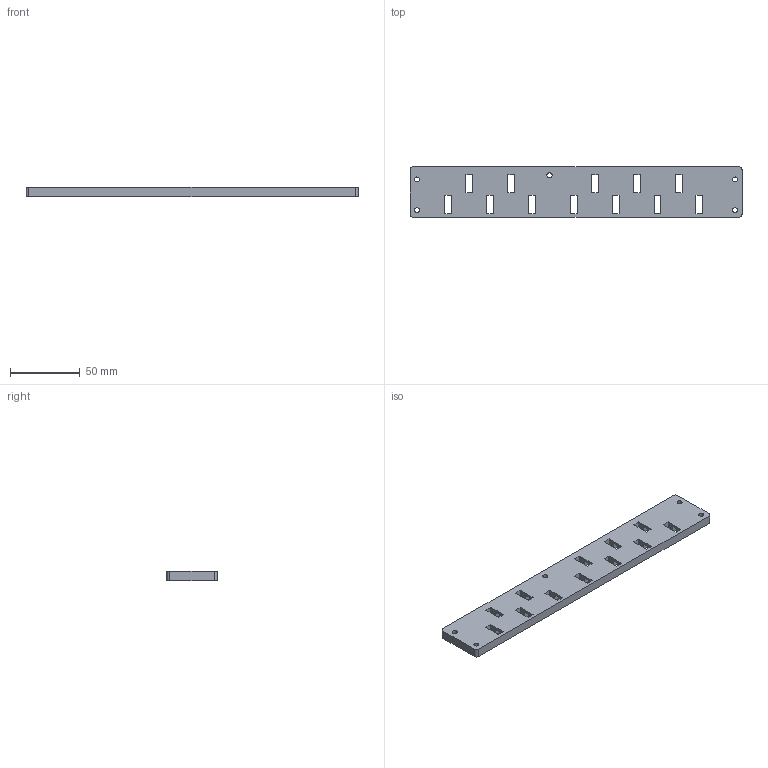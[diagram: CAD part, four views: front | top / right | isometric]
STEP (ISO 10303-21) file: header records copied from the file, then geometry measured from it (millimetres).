
FILE_DESCRIPTION (( 'STEP AP214' ), '1' );
FILE_NAME ('spodni deska v3.STEP', '2025-05-13T21:33:36', ( 'Kaso' ), ( '' ), 'SwSTEP 2.0', 'SolidWorks 2024', '' );
FILE_SCHEMA (( 'AUTOMOTIVE_DESIGN' ));
Length unit declared in the file: millimetre
Products named in the file (1): spodni deska v3
Bounding box: 238 x 36 x 6.5 mm (x, y, z)
Volume: 43300.3 mm3; surface area: 25772.8 mm2
Topology: 1 solids, 1 shells, 356 faces, 1062 edges, 708 vertices
Faces by surface type: plane 342, cylinder 14
Entity records: 11825 total; most frequent: CARTESIAN_POINT 2127, ORIENTED_EDGE 2124, DIRECTION 1804, EDGE_CURVE 1062, LINE 1034, VECTOR 1034, VERTEX_POINT 708, EDGE_LOOP 390
